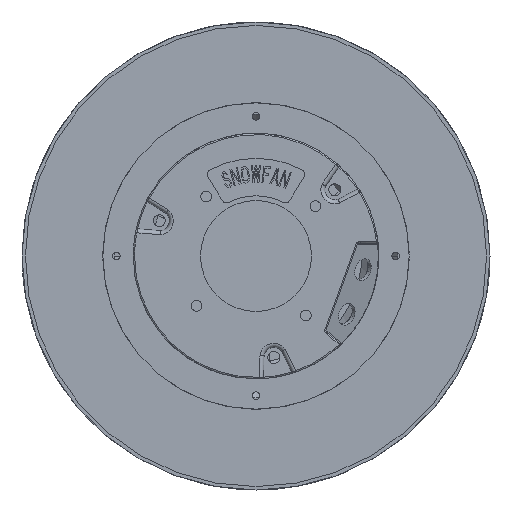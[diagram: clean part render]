
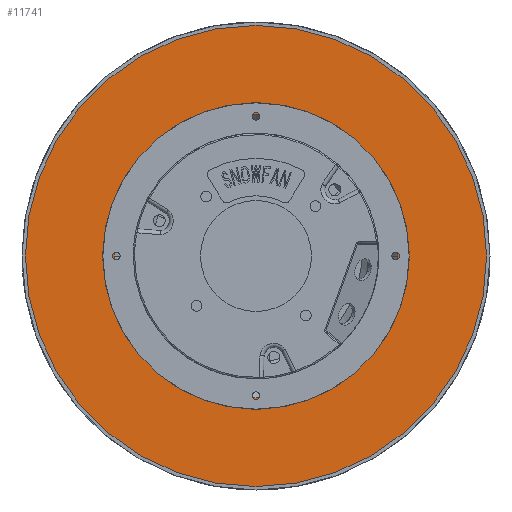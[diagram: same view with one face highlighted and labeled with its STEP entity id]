
A CAD part, front view. The second image highlights one B-rep face of the part: STEP entity #11741.
In plain terms, the highlighted planar face has unit normal (0, -1, 0).
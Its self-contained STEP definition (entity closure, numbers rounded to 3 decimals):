
#9587=CARTESIAN_POINT('',(381.474,-259.657,0.));
#9588=DIRECTION('',(0.,1.,0.));
#9589=DIRECTION('',(-1.,0.,0.));
#9590=AXIS2_PLACEMENT_3D('',#9587,#9588,#9589);
#9592=CARTESIAN_POINT('',(381.474,-259.657,0.));
#9593=DIRECTION('',(0.,1.,0.));
#9594=DIRECTION('',(1.,0.,0.));
#9595=AXIS2_PLACEMENT_3D('',#9592,#9593,#9594);
#9597=CARTESIAN_POINT('',(381.474,-259.657,0.));
#9598=DIRECTION('',(0.,-1.,0.));
#9599=DIRECTION('',(-1.,0.,0.));
#9600=AXIS2_PLACEMENT_3D('',#9597,#9598,#9599);
#9602=CARTESIAN_POINT('',(381.474,-259.657,0.));
#9603=DIRECTION('',(0.,-1.,0.));
#9604=DIRECTION('',(1.,0.,0.));
#9605=AXIS2_PLACEMENT_3D('',#9602,#9603,#9604);
#10747=CARTESIAN_POINT('',(467.685,-259.657,0.));
#10748=VERTEX_POINT('',#10747);
#10749=CARTESIAN_POINT('',(295.264,-259.657,0.));
#10750=VERTEX_POINT('',#10749);
#10751=CARTESIAN_POINT('',(328.514,-259.657,0.));
#10752=CARTESIAN_POINT('',(434.435,-259.657,0.));
#10753=VERTEX_POINT('',#10751);
#10754=VERTEX_POINT('',#10752);
#11726=CARTESIAN_POINT('',(381.474,-259.657,0.));
#11727=DIRECTION('',(0.,-1.,0.));
#11728=DIRECTION('',(1.,0.,0.));
#11729=AXIS2_PLACEMENT_3D('',#11726,#11727,#11728);
#11730=PLANE('',#11729);
#11732=ORIENTED_EDGE('',*,*,#11731,.T.);
#11734=ORIENTED_EDGE('',*,*,#11733,.T.);
#11735=EDGE_LOOP('',(#11732,#11734));
#11736=FACE_OUTER_BOUND('',#11735,.F.);
#11737=ORIENTED_EDGE('',*,*,#11719,.T.);
#11738=ORIENTED_EDGE('',*,*,#11708,.T.);
#11739=EDGE_LOOP('',(#11737,#11738));
#11740=FACE_BOUND('',#11739,.F.);
#9591=CIRCLE('',#9590,86.211);
#9596=CIRCLE('',#9595,86.211);
#9601=CIRCLE('',#9600,52.961);
#9606=CIRCLE('',#9605,52.961);
#11708=EDGE_CURVE('',#10754,#10753,#9606,.T.);
#11719=EDGE_CURVE('',#10753,#10754,#9601,.T.);
#11731=EDGE_CURVE('',#10750,#10748,#9591,.T.);
#11733=EDGE_CURVE('',#10748,#10750,#9596,.T.);
#11741=ADVANCED_FACE('',(#11736,#11740),#11730,.T.);
